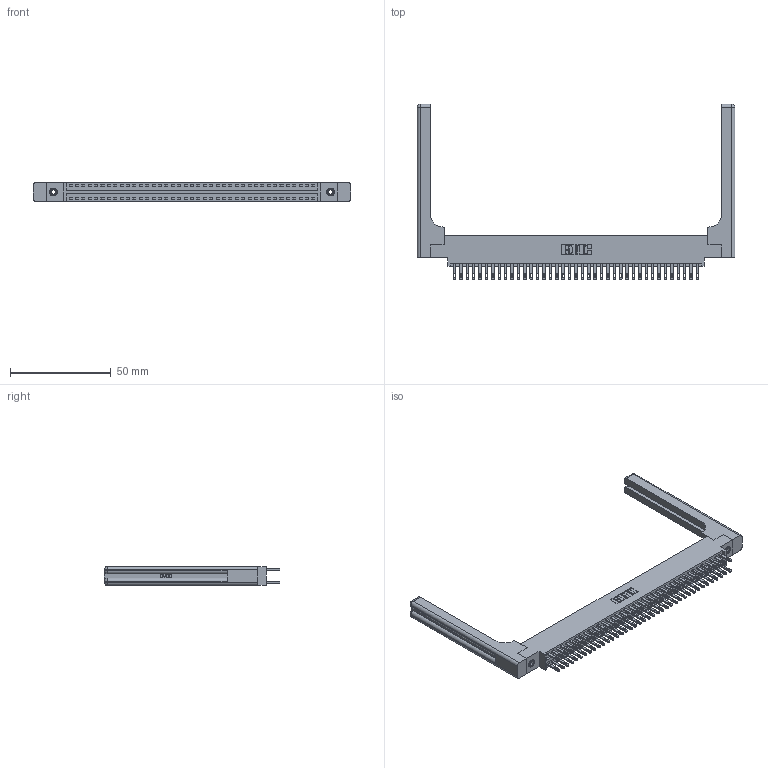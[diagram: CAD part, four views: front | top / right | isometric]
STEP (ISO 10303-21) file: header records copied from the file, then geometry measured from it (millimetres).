
FILE_DESCRIPTION (( 'STEP AP203' ), '1' );
FILE_NAME ('346-078-500-858.STEP', '2022-05-25T13:28:27', ( '' ), ( '' ), 'SwSTEP 2.0', 'SolidWorks 2020', '' );
FILE_SCHEMA (( 'CONFIG_CONTROL_DESIGN' ));
Length unit declared in the file: inch
Products named in the file (5): 346-078-500-858; 345-250-001_345-250-001-102; 346 Part_0.170 Offset - 0.156 Dia-TH; 345-292-001_345-293-100; 346-220-058_345-220-058
Assembly tree (83 placements, depth 2):
  346-078-500-858
    346 Part_0.170 Offset - 0.156 Dia-TH
    345-292-001_345-293-100  x78
    345-250-001_345-250-001-102  x2
    346-220-058_345-220-058  x2
Bounding box: 157.89 x 87.12 x 9.4 mm (x, y, z)
Volume: 22932.5 mm3; surface area: 27177.1 mm2
Topology: 83 solids, 83 shells, 4140 faces, 12509 edges, 8318 vertices
Faces by surface type: plane 2504, cylinder 1576, bspline 36, cone 12, sphere 8, torus 4
Entity records: 31516 total; most frequent: CARTESIAN_POINT 6211, ORIENTED_EDGE 4940, DIRECTION 4458, EDGE_CURVE 2470, LINE 2086, VECTOR 2086, VERTEX_POINT 1638, AXIS2_PLACEMENT_3D 1186
